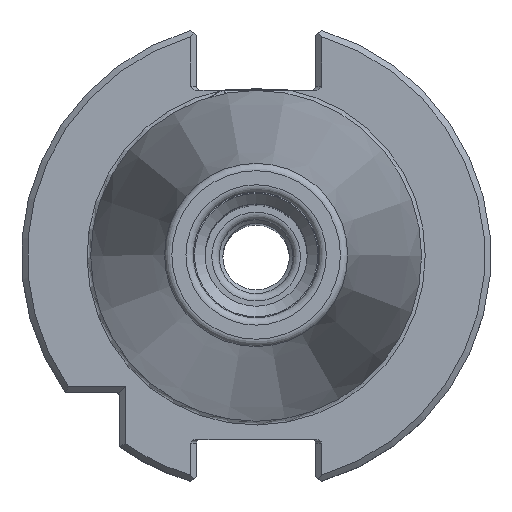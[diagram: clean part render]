
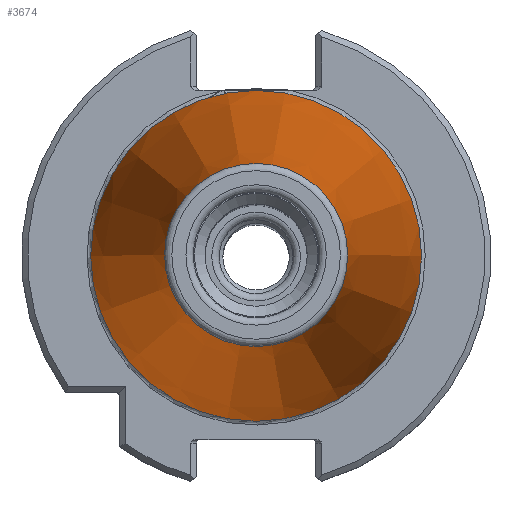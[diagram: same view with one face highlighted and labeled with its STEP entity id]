
A CAD part, top view. The second image highlights one B-rep face of the part: STEP entity #3674.
In plain terms, the highlighted conical face has half-angle 8.297 degrees and reference radius 22.395 mm.
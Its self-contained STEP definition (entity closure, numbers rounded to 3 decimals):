
#612=ORIENTED_EDGE('',*,*,#1167,.F.);
#613=ORIENTED_EDGE('',*,*,#1169,.T.);
#1167=EDGE_CURVE('',#1483,#1483,#1719,.T.);
#1169=EDGE_CURVE('',#1485,#1485,#1721,.T.);
#1483=VERTEX_POINT('',#5121);
#1485=VERTEX_POINT('',#5127);
#1719=CIRCLE('',#3929,12.397);
#1721=CIRCLE('',#3933,22.395);
#1927=EDGE_LOOP('',(#612));
#1928=EDGE_LOOP('',(#613));
#2199=FACE_BOUND('',#1927,.T.);
#2200=FACE_BOUND('',#1928,.T.);
#2348=CONICAL_SURFACE('',#3932,22.395,0.145);
#3674=ADVANCED_FACE('',(#2199,#2200),#2348,.T.);
#3929=AXIS2_PLACEMENT_3D('',#5120,#4418,#4419);
#3932=AXIS2_PLACEMENT_3D('',#5125,#4424,#4425);
#3933=AXIS2_PLACEMENT_3D('',#5126,#4426,#4427);
#4418=DIRECTION('',(0.,0.,1.));
#4419=DIRECTION('',(1.,0.,0.));
#4424=DIRECTION('',(0.,0.,-1.));
#4425=DIRECTION('',(-1.,0.,0.));
#4426=DIRECTION('',(0.,0.,1.));
#4427=DIRECTION('',(1.,0.,0.));
#5120=CARTESIAN_POINT('',(0.,0.,67.394));
#5121=CARTESIAN_POINT('',(12.397,0.,67.394));
#5125=CARTESIAN_POINT('',(0.,0.,-1.163));
#5126=CARTESIAN_POINT('',(0.,0.,-1.163));
#5127=CARTESIAN_POINT('',(22.395,0.,-1.163));
